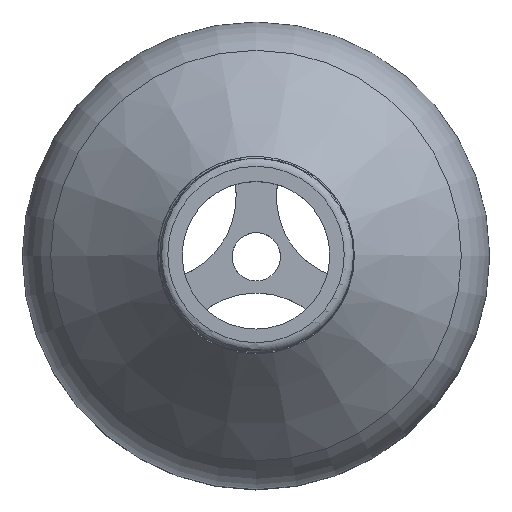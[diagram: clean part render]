
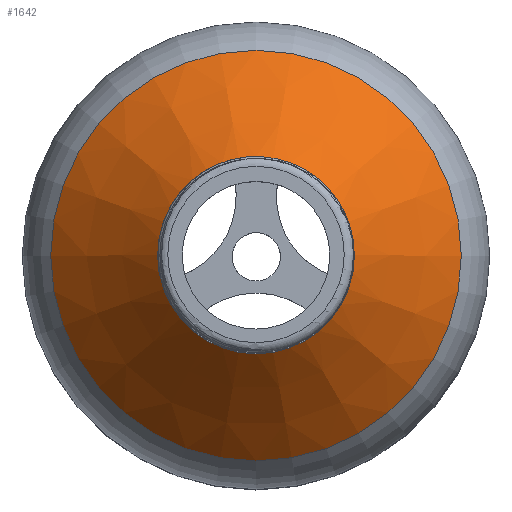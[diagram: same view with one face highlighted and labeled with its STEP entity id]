
A CAD part, top view. The second image highlights one B-rep face of the part: STEP entity #1642.
In plain terms, the highlighted conical face has half-angle 42.51 degrees and reference radius 47.5 mm.
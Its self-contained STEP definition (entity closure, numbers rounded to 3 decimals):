
#14=CONICAL_SURFACE('',#1847,47.5,0.742);
#132=FACE_OUTER_BOUND('',#230,.T.);
#230=EDGE_LOOP('',(#1410,#1411,#1412,#1413));
#359=CIRCLE('',#1844,41.717);
#362=CIRCLE('',#1848,20.);
#508=LINE('',#4385,#588);
#588=VECTOR('',#2295,47.5);
#737=VERTEX_POINT('',#4377);
#739=VERTEX_POINT('',#4383);
#969=EDGE_CURVE('',#737,#737,#359,.T.);
#972=EDGE_CURVE('',#739,#739,#362,.T.);
#973=EDGE_CURVE('',#739,#737,#508,.T.);
#1410=ORIENTED_EDGE('',*,*,#972,.T.);
#1411=ORIENTED_EDGE('',*,*,#973,.T.);
#1412=ORIENTED_EDGE('',*,*,#969,.F.);
#1413=ORIENTED_EDGE('',*,*,#973,.F.);
#1642=ADVANCED_FACE('',(#132),#14,.T.);
#1844=AXIS2_PLACEMENT_3D('',#4378,#2285,#2286);
#1847=AXIS2_PLACEMENT_3D('',#4382,#2291,#2292);
#1848=AXIS2_PLACEMENT_3D('',#4384,#2293,#2294);
#2285=DIRECTION('center_axis',(0.,0.,-1.));
#2286=DIRECTION('ref_axis',(1.,0.,0.));
#2291=DIRECTION('center_axis',(0.,0.,-1.));
#2292=DIRECTION('ref_axis',(1.,0.,0.));
#2293=DIRECTION('center_axis',(0.,0.,-1.));
#2294=DIRECTION('ref_axis',(1.,0.,0.));
#2295=DIRECTION('',(-0.676,0.,-0.737));
#4377=CARTESIAN_POINT('',(-41.717,0.,76.308));
#4378=CARTESIAN_POINT('Origin',(0.,0.,76.308));
#4382=CARTESIAN_POINT('Origin',(0.,0.,70.));
#4383=CARTESIAN_POINT('',(-20.,0.,100.));
#4384=CARTESIAN_POINT('Origin',(0.,0.,100.));
#4385=CARTESIAN_POINT('',(-47.5,0.,70.));
